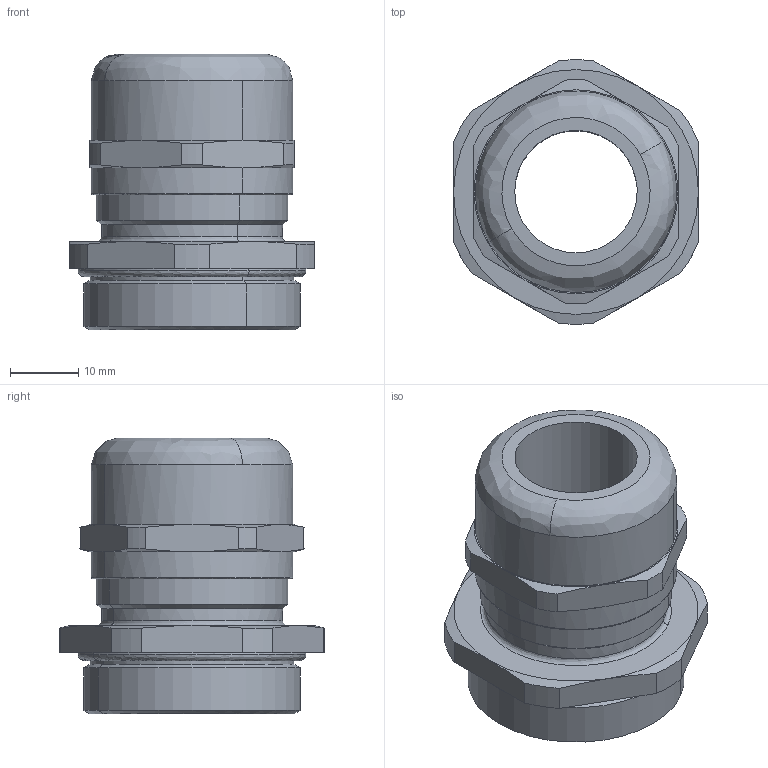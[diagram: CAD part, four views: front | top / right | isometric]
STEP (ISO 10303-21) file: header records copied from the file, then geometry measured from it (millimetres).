
FILE_DESCRIPTION(('CATIA V5R24 STEP','CAx-IF Rec.Pracs.--- Model Styling and Organization---1.2---2011-12-15'),'2;1');
FILE_NAME ('D1446443_0_1009880000_1009880000.stp','2018-01-18T10:53:54+00:00',('none'),('Weidmueller'),'CATIA Version 5-6 Release 2014 SP4 HF52','CATIA V5 STEP AP214','none');
FILE_SCHEMA(('AUTOMOTIVE_DESIGN { 1 0 10303 214 1 1 1 1 }'));
Length unit declared in the file: millimetre
Products named in the file (1): 1009880000_VGM32-SS_68_KB_13-18
Bounding box: 36 x 38.86 x 40.56 mm (x, y, z)
Volume: 19588 mm3; surface area: 8225.6 mm2
Topology: 1 solids, 2 shells, 86 faces, 236 edges, 158 vertices
Faces by surface type: cylinder 28, cone 24, plane 20, bspline 14
Entity records: 3322 total; most frequent: CARTESIAN_POINT 1346, ORIENTED_EDGE 472, DIRECTION 266, EDGE_CURVE 236, VERTEX_POINT 158, AXIS2_PLACEMENT_3D 137, EDGE_LOOP 94, ADVANCED_FACE 86
